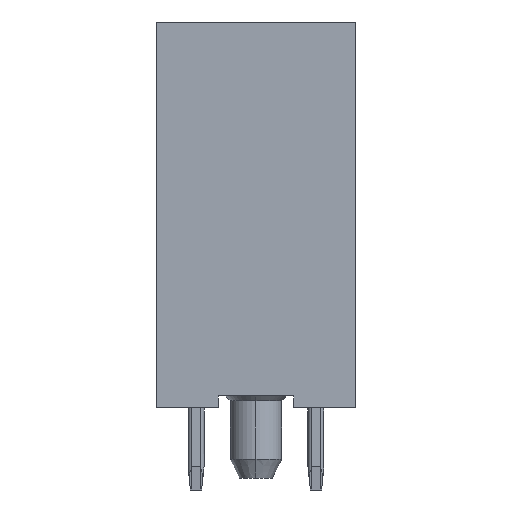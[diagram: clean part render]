
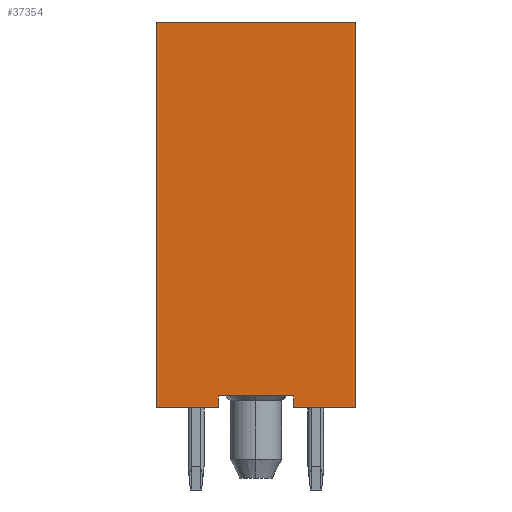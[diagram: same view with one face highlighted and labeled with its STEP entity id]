
A CAD part, left-side view. The second image highlights one B-rep face of the part: STEP entity #37354.
In plain terms, the highlighted planar face has unit normal (-1, 0, 0).
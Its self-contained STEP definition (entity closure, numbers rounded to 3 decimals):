
#3665=DIRECTION('',(0.,-1.,0.));
#3666=VECTOR('',#3665,3.2);
#3667=CARTESIAN_POINT('',(-35.05,1.6,-15.9));
#3668=LINE('',#3667,#3666);
#3669=DIRECTION('',(0.,0.,1.));
#3670=VECTOR('',#3669,0.5);
#3671=CARTESIAN_POINT('',(-35.05,1.6,-16.4));
#3672=LINE('',#3671,#3670);
#3673=DIRECTION('',(0.,-1.,0.));
#3674=VECTOR('',#3673,2.65);
#3675=CARTESIAN_POINT('',(-35.05,4.25,-16.4));
#3676=LINE('',#3675,#3674);
#3677=DIRECTION('',(0.,0.,-1.));
#3678=VECTOR('',#3677,16.4);
#3679=CARTESIAN_POINT('',(-35.05,4.25,0.));
#3680=LINE('',#3679,#3678);
#3681=DIRECTION('',(0.,1.,0.));
#3682=VECTOR('',#3681,8.5);
#3683=CARTESIAN_POINT('',(-35.05,-4.25,0.));
#3684=LINE('',#3683,#3682);
#3685=DIRECTION('',(0.,-1.,0.));
#3686=VECTOR('',#3685,2.65);
#3687=CARTESIAN_POINT('',(-35.05,-1.6,-16.4));
#3688=LINE('',#3687,#3686);
#3689=DIRECTION('',(0.,0.,-1.));
#3690=VECTOR('',#3689,0.5);
#3691=CARTESIAN_POINT('',(-35.05,-1.6,-15.9));
#3692=LINE('',#3691,#3690);
#3701=DIRECTION('',(0.,0.,-1.));
#3702=VECTOR('',#3701,16.4);
#3703=CARTESIAN_POINT('',(-35.05,-4.25,0.));
#3704=LINE('',#3703,#3702);
#23373=CARTESIAN_POINT('',(-35.05,4.25,0.));
#23375=VERTEX_POINT('',#23373);
#23397=CARTESIAN_POINT('',(-35.05,-4.25,0.));
#23398=VERTEX_POINT('',#23397);
#23447=CARTESIAN_POINT('',(-35.05,-1.6,-15.9));
#23448=VERTEX_POINT('',#23447);
#23449=CARTESIAN_POINT('',(-35.05,1.6,-15.9));
#23450=VERTEX_POINT('',#23449);
#23469=CARTESIAN_POINT('',(-35.05,4.25,-16.4));
#23470=VERTEX_POINT('',#23469);
#23481=CARTESIAN_POINT('',(-35.05,-1.6,-16.4));
#23483=VERTEX_POINT('',#23481);
#23487=CARTESIAN_POINT('',(-35.05,-4.25,-16.4));
#23488=VERTEX_POINT('',#23487);
#23490=CARTESIAN_POINT('',(-35.05,1.6,-16.4));
#23492=VERTEX_POINT('',#23490);
#37336=CARTESIAN_POINT('',(-35.05,0.,-8.2));
#37337=DIRECTION('',(1.,0.,0.));
#37338=DIRECTION('',(0.,-1.,0.));
#37339=AXIS2_PLACEMENT_3D('',#37336,#37337,#37338);
#37340=PLANE('',#37339);
#37341=ORIENTED_EDGE('',*,*,#29688,.F.);
#37342=ORIENTED_EDGE('',*,*,#37329,.F.);
#37343=ORIENTED_EDGE('',*,*,#37304,.F.);
#37344=ORIENTED_EDGE('',*,*,#29595,.F.);
#37345=ORIENTED_EDGE('',*,*,#29572,.F.);
#37347=ORIENTED_EDGE('',*,*,#37346,.T.);
#37349=ORIENTED_EDGE('',*,*,#37348,.F.);
#37351=ORIENTED_EDGE('',*,*,#37350,.F.);
#37352=EDGE_LOOP('',(#37341,#37342,#37343,#37344,#37345,#37347,#37349,#37351));
#37353=FACE_OUTER_BOUND('',#37352,.F.);
#37354=ADVANCED_FACE('',(#37353),#37340,.F.);
#29572=EDGE_CURVE('',#23398,#23375,#3684,.T.);
#29595=EDGE_CURVE('',#23375,#23470,#3680,.T.);
#29688=EDGE_CURVE('',#23450,#23448,#3668,.T.);
#37304=EDGE_CURVE('',#23470,#23492,#3676,.T.);
#37329=EDGE_CURVE('',#23492,#23450,#3672,.T.);
#37346=EDGE_CURVE('',#23398,#23488,#3704,.T.);
#37348=EDGE_CURVE('',#23483,#23488,#3688,.T.);
#37350=EDGE_CURVE('',#23448,#23483,#3692,.T.);
